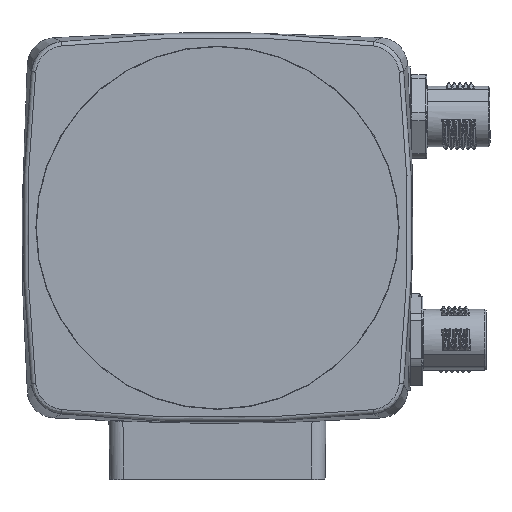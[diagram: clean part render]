
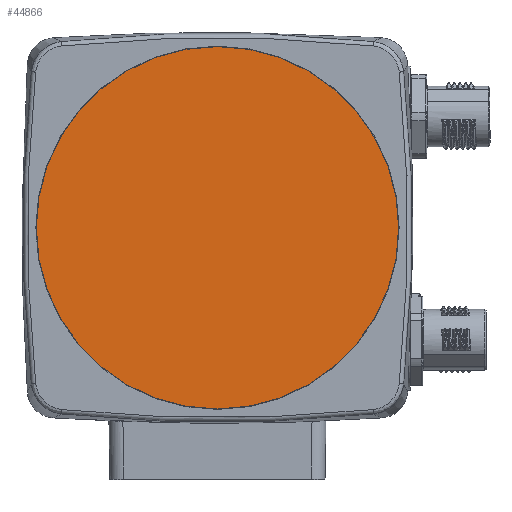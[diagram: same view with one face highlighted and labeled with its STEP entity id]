
A CAD part, top view. The second image highlights one B-rep face of the part: STEP entity #44866.
In plain terms, the highlighted planar face has unit normal (0, 0, 1).
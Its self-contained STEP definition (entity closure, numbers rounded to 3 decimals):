
#44778=CARTESIAN_POINT('',(0.,0.,5.94));
#44779=DIRECTION('',(0.,0.,-1.));
#44780=DIRECTION('',(-1.,0.,0.));
#44781=AXIS2_PLACEMENT_3D('',#44778,#44779,#44780);
#44783=CARTESIAN_POINT('',(0.,0.,5.94));
#44784=DIRECTION('',(0.,0.,-1.));
#44785=DIRECTION('',(1.,0.,0.));
#44786=AXIS2_PLACEMENT_3D('',#44783,#44784,#44785);
#44792=CARTESIAN_POINT('',(32.45,0.,5.94));
#44793=VERTEX_POINT('',#44792);
#44794=CARTESIAN_POINT('',(-32.45,0.,5.94));
#44795=VERTEX_POINT('',#44794);
#44857=CARTESIAN_POINT('',(0.,0.,5.94));
#44858=DIRECTION('',(0.,0.,1.));
#44859=DIRECTION('',(1.,0.,0.));
#44860=AXIS2_PLACEMENT_3D('',#44857,#44858,#44859);
#44861=PLANE('',#44860);
#44862=ORIENTED_EDGE('',*,*,#44823,.T.);
#44863=ORIENTED_EDGE('',*,*,#44844,.T.);
#44864=EDGE_LOOP('',(#44862,#44863));
#44865=FACE_OUTER_BOUND('',#44864,.F.);
#44866=ADVANCED_FACE('',(#44865),#44861,.T.);
#44782=CIRCLE('',#44781,32.45);
#44787=CIRCLE('',#44786,32.45);
#44823=EDGE_CURVE('',#44795,#44793,#44782,.T.);
#44844=EDGE_CURVE('',#44793,#44795,#44787,.T.);
